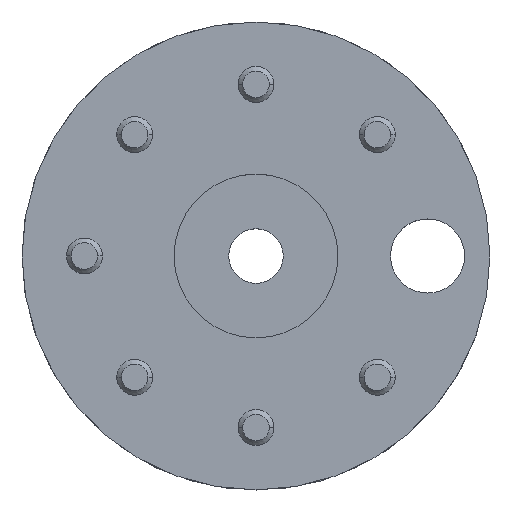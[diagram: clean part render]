
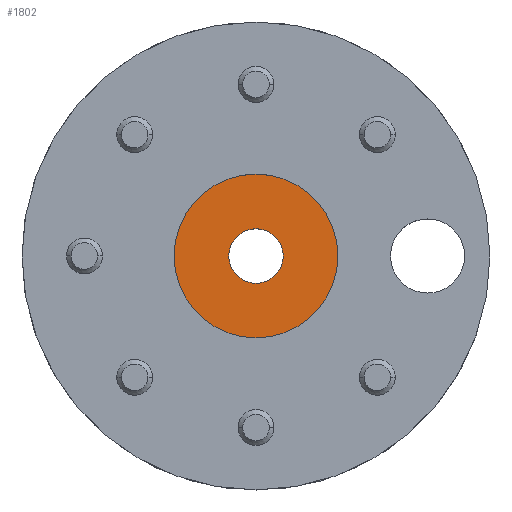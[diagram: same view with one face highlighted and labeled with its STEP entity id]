
A CAD part, top view. The second image highlights one B-rep face of the part: STEP entity #1802.
In plain terms, the highlighted face is planar.
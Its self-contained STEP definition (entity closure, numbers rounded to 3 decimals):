
#22 = CARTESIAN_POINT ( 'NONE',  ( 5.25, 0., -1.45 ) ) ;
#100 = CIRCLE ( 'NONE', #968, 5.25 ) ;
#205 = ORIENTED_EDGE ( 'NONE', *, *, #1377, .T. ) ;
#250 = EDGE_CURVE ( 'NONE', #1510, #1652, #708, .T. ) ;
#316 = DIRECTION ( 'NONE',  ( -1., 0., 0. ) ) ;
#327 = DIRECTION ( 'NONE',  ( 0., 0., 1. ) ) ;
#365 = CARTESIAN_POINT ( 'NONE',  ( 0., 0., -1.45 ) ) ;
#393 = CARTESIAN_POINT ( 'NONE',  ( -1.75, 0., -1.45 ) ) ;
#401 = EDGE_CURVE ( 'NONE', #1652, #1510, #100, .T. ) ;
#708 = CIRCLE ( 'NONE', #902, 5.25 ) ;
#781 = EDGE_CURVE ( 'NONE', #1898, #2211, #1610, .T. ) ;
#828 = DIRECTION ( 'NONE',  ( 0., 0., 1. ) ) ;
#902 = AXIS2_PLACEMENT_3D ( 'NONE', #1531, #1517, #1694 ) ;
#968 = AXIS2_PLACEMENT_3D ( 'NONE', #1695, #1691, #1673 ) ;
#1030 = ORIENTED_EDGE ( 'NONE', *, *, #401, .T. ) ;
#1131 = AXIS2_PLACEMENT_3D ( 'NONE', #365, #327, #316 ) ;
#1238 = EDGE_LOOP ( 'NONE', ( #1625, #205 ) ) ;
#1346 = CARTESIAN_POINT ( 'NONE',  ( 1.75, 0., -1.45 ) ) ;
#1377 = EDGE_CURVE ( 'NONE', #2211, #1898, #2172, .T. ) ;
#1440 = ORIENTED_EDGE ( 'NONE', *, *, #250, .T. ) ;
#1441 = DIRECTION ( 'NONE',  ( -1., 0., 0. ) ) ;
#1459 = DIRECTION ( 'NONE',  ( -1., 0., 0. ) ) ;
#1462 = DIRECTION ( 'NONE',  ( 0., 0., -1. ) ) ;
#1487 = PLANE ( 'NONE',  #2271 ) ;
#1500 = CARTESIAN_POINT ( 'NONE',  ( 0., 0., -1.45 ) ) ;
#1510 = VERTEX_POINT ( 'NONE', #22 ) ;
#1517 = DIRECTION ( 'NONE',  ( 0., 0., -1. ) ) ;
#1531 = CARTESIAN_POINT ( 'NONE',  ( 0., 0., -1.45 ) ) ;
#1583 = FACE_OUTER_BOUND ( 'NONE', #1989, .T. ) ;
#1610 = CIRCLE ( 'NONE', #1131, 1.75 ) ;
#1625 = ORIENTED_EDGE ( 'NONE', *, *, #781, .T. ) ;
#1652 = VERTEX_POINT ( 'NONE', #1768 ) ;
#1673 = DIRECTION ( 'NONE',  ( -1., 0., 0. ) ) ;
#1691 = DIRECTION ( 'NONE',  ( 0., 0., -1. ) ) ;
#1694 = DIRECTION ( 'NONE',  ( -1., 0., 0. ) ) ;
#1695 = CARTESIAN_POINT ( 'NONE',  ( 0., 0., -1.45 ) ) ;
#1768 = CARTESIAN_POINT ( 'NONE',  ( -5.25, 0., -1.45 ) ) ;
#1802 = ADVANCED_FACE ( 'NONE', ( #1583, #2216 ), #1487, .T. ) ;
#1898 = VERTEX_POINT ( 'NONE', #1346 ) ;
#1989 = EDGE_LOOP ( 'NONE', ( #1030, #1440 ) ) ;
#2148 = AXIS2_PLACEMENT_3D ( 'NONE', #2160, #828, #1441 ) ;
#2160 = CARTESIAN_POINT ( 'NONE',  ( 0., 0., -1.45 ) ) ;
#2172 = CIRCLE ( 'NONE', #2148, 1.75 ) ;
#2211 = VERTEX_POINT ( 'NONE', #393 ) ;
#2216 = FACE_BOUND ( 'NONE', #1238, .T. ) ;
#2271 = AXIS2_PLACEMENT_3D ( 'NONE', #1500, #1462, #1459 ) ;
